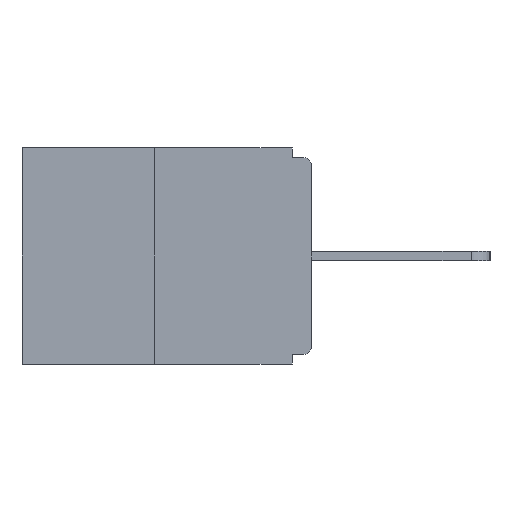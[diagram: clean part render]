
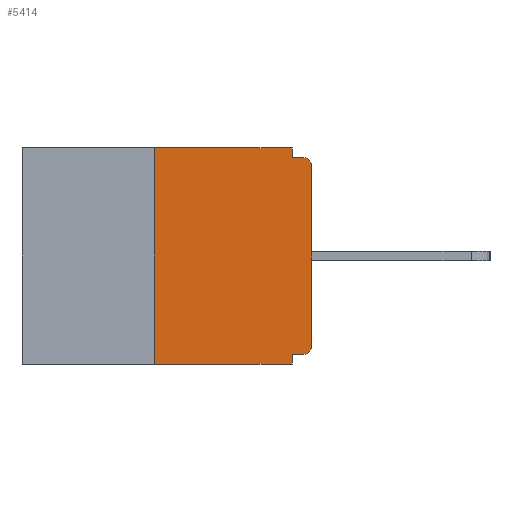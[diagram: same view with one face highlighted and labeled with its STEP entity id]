
A CAD part, left-side view. The second image highlights one B-rep face of the part: STEP entity #5414.
In plain terms, the highlighted planar face has unit normal (-1, 0, 0).
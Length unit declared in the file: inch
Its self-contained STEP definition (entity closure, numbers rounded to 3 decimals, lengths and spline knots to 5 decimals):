
#36 = VERTEX_POINT ( 'NONE', #1569 ) ;
#267 = EDGE_CURVE ( 'NONE', #1247, #10926, #4693, .T. ) ;
#285 = EDGE_CURVE ( 'NONE', #1247, #4916, #4349, .T. ) ;
#289 = EDGE_CURVE ( 'NONE', #36, #4916, #6957, .T. ) ;
#403 = CARTESIAN_POINT ( 'NONE',  ( 0., 0.46, 0. ) ) ;
#465 = DIRECTION ( 'NONE',  ( 0., 0., -1. ) ) ;
#515 = EDGE_CURVE ( 'NONE', #6135, #6587, #5285, .T. ) ;
#523 = EDGE_CURVE ( 'NONE', #9434, #558, #9668, .T. ) ;
#558 = VERTEX_POINT ( 'NONE', #10871 ) ;
#694 = CARTESIAN_POINT ( 'NONE',  ( 0., 0., -0.03 ) ) ;
#796 = EDGE_CURVE ( 'NONE', #6587, #10590, #12253, .T. ) ;
#983 = CARTESIAN_POINT ( 'NONE',  ( 0., 0.015, -0.328 ) ) ;
#1053 = ORIENTED_EDGE ( 'NONE', *, *, #2952, .F. ) ;
#1188 = VECTOR ( 'NONE', #2003, 39.37008 ) ;
#1247 = VERTEX_POINT ( 'NONE', #9619 ) ;
#1359 = DIRECTION ( 'NONE',  ( 0., 0., 1. ) ) ;
#1569 = CARTESIAN_POINT ( 'NONE',  ( 0., 0.031, -0.328 ) ) ;
#1670 = VECTOR ( 'NONE', #3612, 39.37008 ) ;
#1698 = CARTESIAN_POINT ( 'NONE',  ( 0., 0., -0.328 ) ) ;
#1979 = VECTOR ( 'NONE', #4919, 39.37008 ) ;
#2003 = DIRECTION ( 'NONE',  ( 0., -1., 0. ) ) ;
#2262 = ORIENTED_EDGE ( 'NONE', *, *, #289, .F. ) ;
#2265 = LINE ( 'NONE', #1698, #4645 ) ;
#2468 = CARTESIAN_POINT ( 'NONE',  ( 0., 0.031, -0.015 ) ) ;
#2726 = DIRECTION ( 'NONE',  ( 0., 1., 0. ) ) ;
#2952 = EDGE_CURVE ( 'NONE', #10926, #6135, #6533, .T. ) ;
#3210 = VECTOR ( 'NONE', #1359, 39.37008 ) ;
#3275 = CARTESIAN_POINT ( 'NONE',  ( 0., 0.46, -0.343 ) ) ;
#3396 = CARTESIAN_POINT ( 'NONE',  ( 0., 0.015, -0.015 ) ) ;
#3491 = CARTESIAN_POINT ( 'NONE',  ( 0., 0., 0. ) ) ;
#3519 = LINE ( 'NONE', #3491, #3210 ) ;
#3612 = DIRECTION ( 'NONE',  ( 0., -1., 0. ) ) ;
#4022 = VECTOR ( 'NONE', #4402, 39.37008 ) ;
#4349 = LINE ( 'NONE', #3275, #1670 ) ;
#4402 = DIRECTION ( 'NONE',  ( 0., 0., -1. ) ) ;
#4568 = EDGE_CURVE ( 'NONE', #558, #10038, #3519, .T. ) ;
#4613 = ORIENTED_EDGE ( 'NONE', *, *, #267, .F. ) ;
#4645 = VECTOR ( 'NONE', #2726, 39.37008 ) ;
#4693 = LINE ( 'NONE', #9617, #1979 ) ;
#4755 = CARTESIAN_POINT ( 'NONE',  ( 0., 0.25, 0. ) ) ;
#4910 = CARTESIAN_POINT ( 'NONE',  ( 0., 0.031, 0. ) ) ;
#4916 = VERTEX_POINT ( 'NONE', #11867 ) ;
#4919 = DIRECTION ( 'NONE',  ( 0., 0., 1. ) ) ;
#5246 = DIRECTION ( 'NONE',  ( -1., 0., 0. ) ) ;
#5285 = LINE ( 'NONE', #4910, #7843 ) ;
#5303 = ORIENTED_EDGE ( 'NONE', *, *, #523, .T. ) ;
#5414 = ADVANCED_FACE ( 'NONE', ( #10907 ), #12179, .F. ) ;
#5421 = CARTESIAN_POINT ( 'NONE',  ( 0., 0.031, -0.343 ) ) ;
#5423 = ORIENTED_EDGE ( 'NONE', *, *, #4568, .T. ) ;
#5426 = CARTESIAN_POINT ( 'NONE',  ( 0., 0.031, 0. ) ) ;
#5690 = CIRCLE ( 'NONE', #6346, 0.015 ) ;
#6135 = VERTEX_POINT ( 'NONE', #5426 ) ;
#6219 = DIRECTION ( 'NONE',  ( -1., 0., 0. ) ) ;
#6259 = CARTESIAN_POINT ( 'NONE',  ( 0., 0.46, 0. ) ) ;
#6346 = AXIS2_PLACEMENT_3D ( 'NONE', #10798, #5246, #11663 ) ;
#6387 = DIRECTION ( 'NONE',  ( 0., 0., -1. ) ) ;
#6392 = ORIENTED_EDGE ( 'NONE', *, *, #8770, .T. ) ;
#6533 = LINE ( 'NONE', #6259, #1188 ) ;
#6587 = VERTEX_POINT ( 'NONE', #2468 ) ;
#6705 = CARTESIAN_POINT ( 'NONE',  ( 0., 0.015, -0.313 ) ) ;
#6957 = LINE ( 'NONE', #5421, #4022 ) ;
#7618 = DIRECTION ( 'NONE',  ( 1., 0., 0. ) ) ;
#7843 = VECTOR ( 'NONE', #465, 39.37008 ) ;
#8156 = DIRECTION ( 'NONE',  ( 0., -1., 0. ) ) ;
#8659 = EDGE_CURVE ( 'NONE', #9434, #36, #2265, .T. ) ;
#8676 = DIRECTION ( 'NONE',  ( 0., 0., -1. ) ) ;
#8770 = EDGE_CURVE ( 'NONE', #10038, #10590, #5690, .T. ) ;
#9056 = ORIENTED_EDGE ( 'NONE', *, *, #796, .F. ) ;
#9154 = EDGE_LOOP ( 'NONE', ( #1053, #4613, #9456, #2262, #12019, #5303, #5423, #6392, #9056, #12201 ) ) ;
#9434 = VERTEX_POINT ( 'NONE', #983 ) ;
#9456 = ORIENTED_EDGE ( 'NONE', *, *, #285, .T. ) ;
#9617 = CARTESIAN_POINT ( 'NONE',  ( 0., 0.25, 0. ) ) ;
#9619 = CARTESIAN_POINT ( 'NONE',  ( 0., 0.25, -0.343 ) ) ;
#9668 = CIRCLE ( 'NONE', #10292, 0.015 ) ;
#9949 = VECTOR ( 'NONE', #8156, 39.37008 ) ;
#10038 = VERTEX_POINT ( 'NONE', #694 ) ;
#10292 = AXIS2_PLACEMENT_3D ( 'NONE', #6705, #6219, #8676 ) ;
#10590 = VERTEX_POINT ( 'NONE', #3396 ) ;
#10798 = CARTESIAN_POINT ( 'NONE',  ( 0., 0.015, -0.03 ) ) ;
#10871 = CARTESIAN_POINT ( 'NONE',  ( 0., 0., -0.313 ) ) ;
#10907 = FACE_OUTER_BOUND ( 'NONE', #9154, .T. ) ;
#10926 = VERTEX_POINT ( 'NONE', #4755 ) ;
#11227 = CARTESIAN_POINT ( 'NONE',  ( 0., 0., -0.015 ) ) ;
#11663 = DIRECTION ( 'NONE',  ( 0., 0., -1. ) ) ;
#11867 = CARTESIAN_POINT ( 'NONE',  ( 0., 0.031, -0.343 ) ) ;
#12019 = ORIENTED_EDGE ( 'NONE', *, *, #8659, .F. ) ;
#12179 = PLANE ( 'NONE',  #12402 ) ;
#12201 = ORIENTED_EDGE ( 'NONE', *, *, #515, .F. ) ;
#12253 = LINE ( 'NONE', #11227, #9949 ) ;
#12402 = AXIS2_PLACEMENT_3D ( 'NONE', #403, #7618, #6387 ) ;
